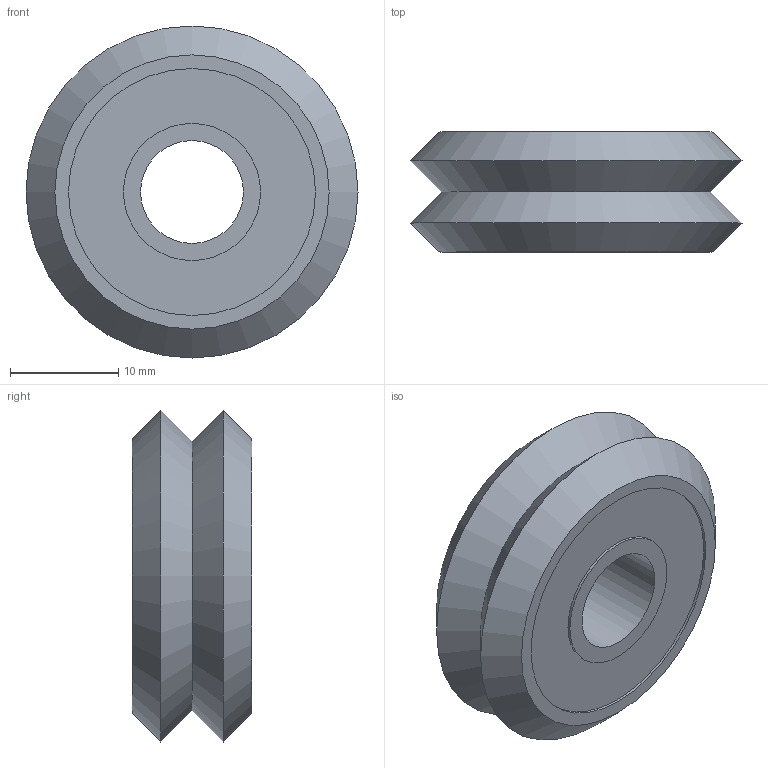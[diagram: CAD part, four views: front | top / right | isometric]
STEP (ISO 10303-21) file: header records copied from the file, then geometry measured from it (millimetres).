
FILE_DESCRIPTION(/* description */ (''),/* implementation_level */ '2;1');
FILE_NAME(/* name */ 'REV-29-1014.stp',/* time_stamp */ '2020-02-09T15:54:43-08:00',/* author */ ('robst'),/* organization */ (''),/* preprocessor_version */ 'ST-DEVELOPER v18',/* originating_system */ 'Autodesk Inventor 2020',/* authorisation */ '');
FILE_SCHEMA (('AUTOMOTIVE_DESIGN { 1 0 10303 214 3 1 1 }'));
Length unit declared in the file: millimetre
Products named in the file (1): REV-29-1014
Bounding box: 30.73 x 11.1 x 30.73 mm (x, y, z)
Volume: 5898.6 mm3; surface area: 2636.7 mm2
Topology: 1 solids, 1 shells, 15 faces, 39 edges, 30 vertices
Faces by surface type: plane 6, cylinder 5, cone 4
Full cylindrical faces by diameter (mm): 9.525 x1, 12.7 x2, 22.86 x2
Entity records: 544 total; most frequent: DIRECTION 101, CARTESIAN_POINT 85, ORIENTED_EDGE 78, AXIS2_PLACEMENT_3D 46, EDGE_CURVE 39, CIRCLE 30, VERTEX_POINT 30, EDGE_LOOP 21
